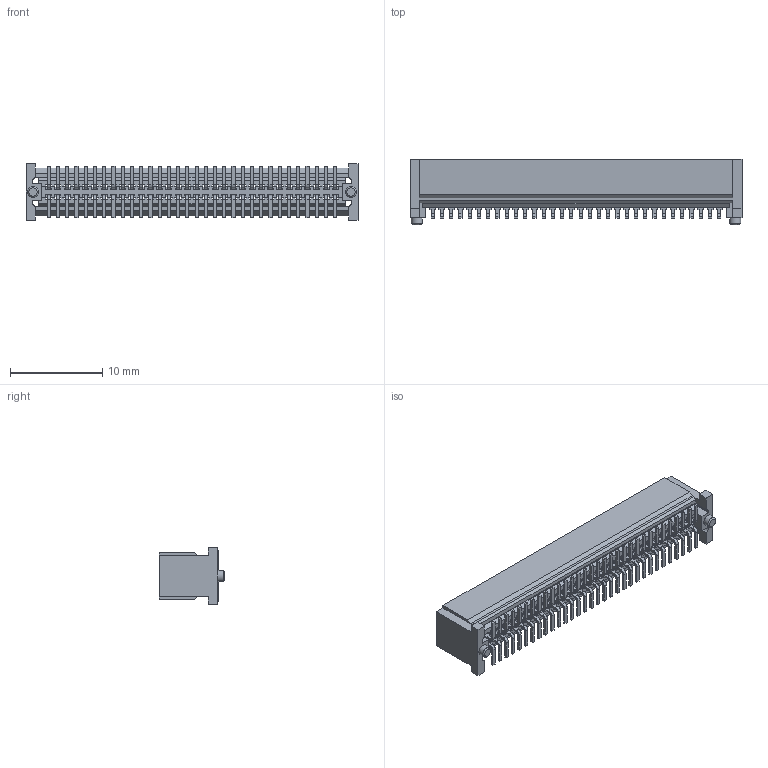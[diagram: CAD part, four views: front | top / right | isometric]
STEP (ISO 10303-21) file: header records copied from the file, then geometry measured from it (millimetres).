
FILE_DESCRIPTION(/* description */ ('STEP AP214'),/* implementation_level */ '2;1');
FILE_NAME(/* name */ '714360164',/* time_stamp */ '2023-03-19T04:01:09+01:00',/* author */ ('License CC BY-ND 4.0'),/* organization */ ('CADENAS'),/* preprocessor_version */ 'ST-DEVELOPER v19.3',/* originating_system */ 'PARTsolutions',/* authorisation */ ' ');
FILE_SCHEMA (('AUTOMOTIVE_DESIGN {1 0 10303 214 3 1 1}'));
Length unit declared in the file: millimetre
Products named in the file (66): 714360164; 714360164_PART65; 714360164_PART64; 714360164_PART63; 714360164_PART62; 714360164_PART61; 714360164_PART60; 714360164_PART59; 714360164_PART58; 714360164_PART57; 714360164_PART56; 714360164_PART55; 714360164_PART54; 714360164_PART53; 714360164_PART52; 714360164_PART51; 714360164_PART50; 714360164_PART49; 714360164_PART48; 714360164_PART47; 714360164_PART46; 714360164_PART45; 714360164_PART44; 714360164_PART43; 714360164_PART42; 714360164_PART41; 714360164_PART40; 714360164_PART39; 714360164_PART38; 714360164_PART37; 714360164_PART36; 714360164_PART35; 714360164_PART34; 714360164_PART33; 714360164_PART32; 714360164_PART31; 714360164_PART30; 714360164_PART29; 714360164_PART28; 714360164_PART27 ...
Assembly tree (65 placements, depth 2):
  714360164
    714360164_PART65
    714360164_PART64
    714360164_PART63
    714360164_PART62
    714360164_PART61
    714360164_PART60
    714360164_PART59
    714360164_PART58
    714360164_PART57
    714360164_PART56
    714360164_PART55
    714360164_PART54
    714360164_PART53
    714360164_PART52
    714360164_PART51
    714360164_PART50
    714360164_PART49
    714360164_PART48
    714360164_PART47
    714360164_PART46
    714360164_PART45
    714360164_PART44
    714360164_PART43
    714360164_PART42
    714360164_PART41
    714360164_PART40
    714360164_PART39
    714360164_PART38
    714360164_PART37
    714360164_PART36
    714360164_PART35
    714360164_PART34
    714360164_PART33
    714360164_PART32
    714360164_PART31
    714360164_PART30
    714360164_PART29
    714360164_PART28
    714360164_PART27
    714360164_PART26
    714360164_PART25
    714360164_PART24
    714360164_PART23
    714360164_PART22
    714360164_PART21
    714360164_PART20
    714360164_PART19
    714360164_PART18
    714360164_PART17
    714360164_PART16
    714360164_PART15
    714360164_PART14
    714360164_PART13
    714360164_PART12
    714360164_PART11
    714360164_PART10
    714360164_PART9
    714360164_PART8
    714360164_PART7
Bounding box: 35.9 x 7.1 x 6.1 mm (x, y, z)
Volume: 490.2 mm3; surface area: 2167.3 mm2
Topology: 65 solids, 65 shells, 1399 faces, 4182 edges, 2780 vertices
Faces by surface type: plane 1251, cylinder 142, cone 6
Full cylindrical faces by diameter (mm): 1.2 x2
Entity records: 47820 total; most frequent: CARTESIAN_POINT 8439, ORIENTED_EDGE 8352, DIRECTION 7396, EDGE_CURVE 4176, LINE 3878, VECTOR 3878, VERTEX_POINT 2778, AXIS2_PLACEMENT_3D 1759
